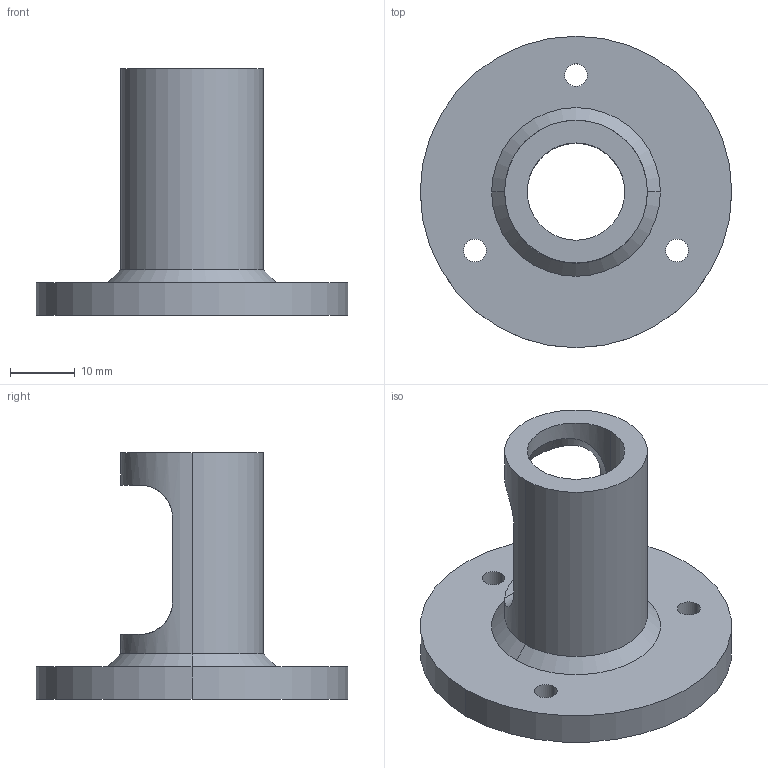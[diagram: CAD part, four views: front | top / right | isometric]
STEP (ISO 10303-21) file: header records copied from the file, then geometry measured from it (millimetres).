
FILE_DESCRIPTION (( 'STEP AP214' ), '1' );
FILE_NAME ('arrivé matière.STEP', '2021-09-16T05:37:52', ( '' ), ( '' ), 'SwSTEP 2.0', 'SolidWorks 2020', '' );
FILE_SCHEMA (( 'AUTOMOTIVE_DESIGN' ));
Length unit declared in the file: millimetre
Products named in the file (1): arrivé matière
Bounding box: 48 x 48 x 38 mm (x, y, z)
Volume: 12989.5 mm3; surface area: 7328.6 mm2
Topology: 1 solids, 1 shells, 33 faces, 80 edges, 50 vertices
Faces by surface type: cylinder 16, plane 9, cone 4, bspline 4
Entity records: 3002 total; most frequent: CARTESIAN_POINT 2198, ORIENTED_EDGE 160, DIRECTION 152, EDGE_CURVE 80, AXIS2_PLACEMENT_3D 62, VERTEX_POINT 50, EDGE_LOOP 44, ADVANCED_FACE 33
